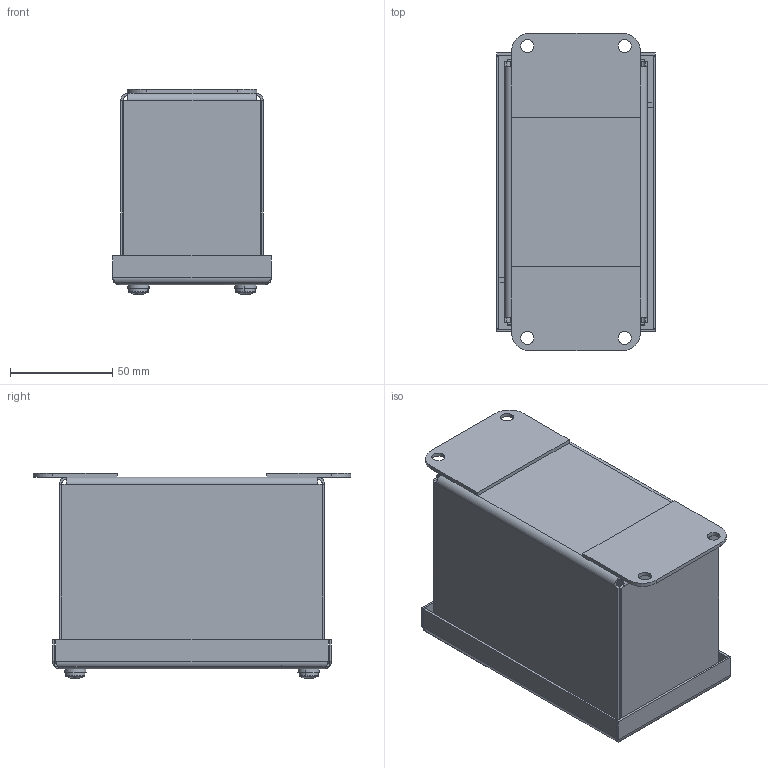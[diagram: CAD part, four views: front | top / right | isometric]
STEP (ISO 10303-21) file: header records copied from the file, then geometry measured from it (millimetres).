
FILE_DESCRIPTION (( 'STEP AP214' ), '1' );
FILE_NAME ('PBGX2SSA.STEP', '2021-09-24T16:10:54', ( '' ), ( '' ), 'SwSTEP 2.0', 'SolidWorks 2021', '' );
FILE_SCHEMA (( 'AUTOMOTIVE_DESIGN' ));
Length unit declared in the file: inch
Products named in the file (1): PBGX2SSA
Bounding box: 77.79 x 155.57 x 100.44 mm (x, y, z)
Volume: 106836.1 mm3; surface area: 154365.9 mm2
Topology: 20 solids, 22 shells, 744 faces, 1896 edges, 1208 vertices
Faces by surface type: plane 340, cylinder 252, cone 88, bspline 64
Entity records: 44027 total; most frequent: CARTESIAN_POINT 16895, ORIENTED_EDGE 3776, DIRECTION 3254, EDGE_CURVE 1888, VERTEX_POINT 1208, AXIS2_PLACEMENT_3D 1141, LINE 972, VECTOR 972
